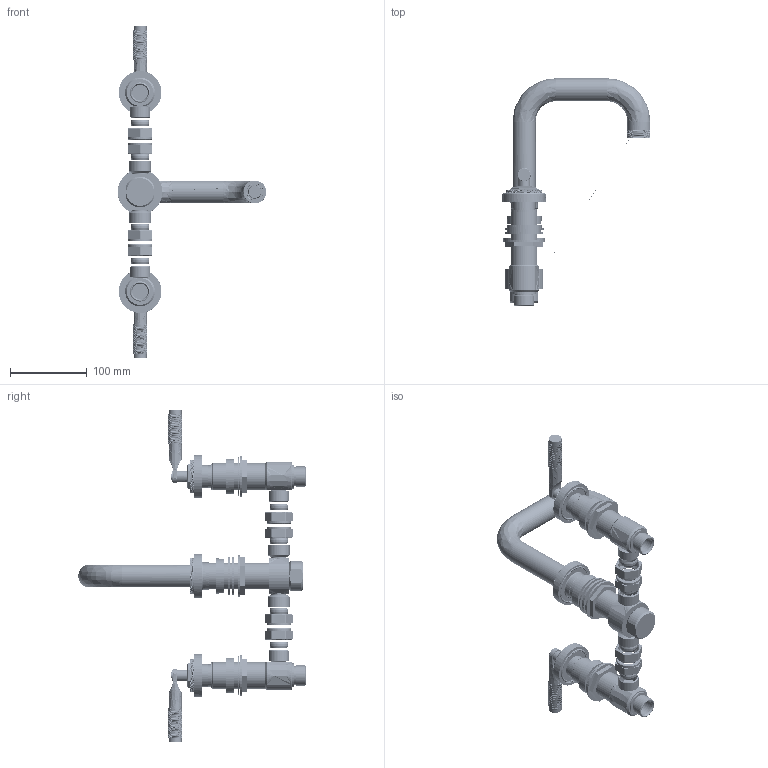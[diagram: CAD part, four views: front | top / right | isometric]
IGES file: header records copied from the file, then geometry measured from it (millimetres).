
Global section: file name: V7K44-1LK; native system: Autodesk Inventor 2018; preprocessor: unknown; author: aduggalther; date: 20171005.105212; units: millimetre
Bounding box: 194.25 x 297.2 x 434 mm (x, y, z)
Volume: 596000.2 mm3; surface area: 374991.6 mm2
Topology: 93 solids, 94 shells, 27848 faces, 60062 edges, 32714 vertices
Faces by surface type: bspline 27848
